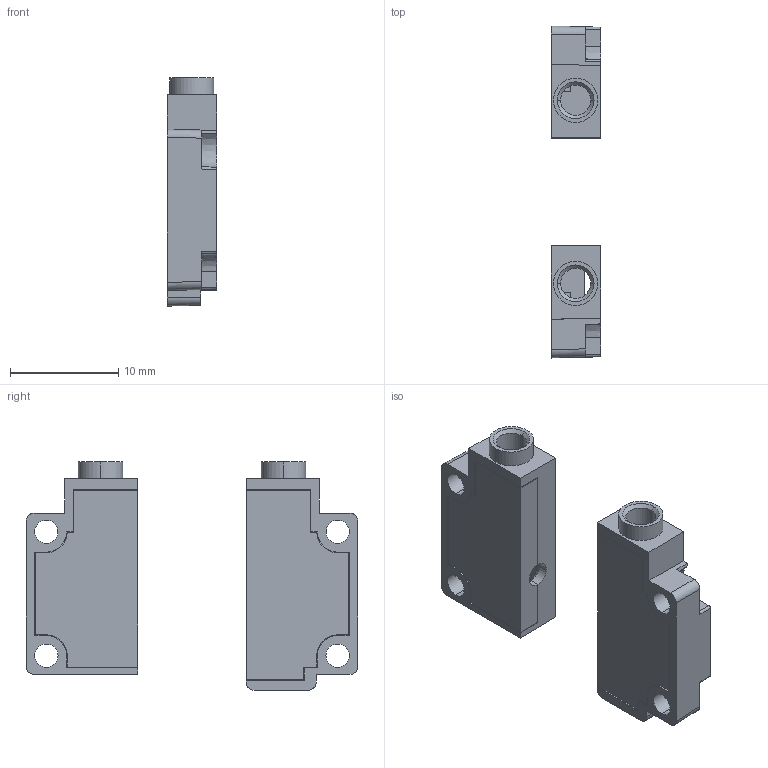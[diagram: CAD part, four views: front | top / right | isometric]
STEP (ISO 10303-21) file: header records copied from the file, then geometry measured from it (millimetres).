
FILE_DESCRIPTION((''),'2;1');
FILE_NAME('LT13-0526_ASM','2021-05-26T',('admin'),(''),'PRO/ENGINEER BY PARAMETRIC TECHNOLOGY CORPORATION, 2008380','PRO/ENGINEER BY PARAMETRIC TECHNOLOGY CORPORATION, 2008380','');
FILE_SCHEMA(('CONFIG_CONTROL_DESIGN'));
Length unit declared in the file: millimetre
Products named in the file (6): MANIFOLD_SOLID_BREP_100; MANIFOLD_SOLID_BREP_101; MANIFOLD_SOLID_BREP_102; MANIFOLD_SOLID_BREP_105; ADMI1A61OVRV_ASM; LT13-0526_ASM
Assembly tree (5 placements, depth 3):
  LT13-0526_ASM
    ADMI1A61OVRV_ASM
      MANIFOLD_SOLID_BREP_100
      MANIFOLD_SOLID_BREP_101
      MANIFOLD_SOLID_BREP_102
      MANIFOLD_SOLID_BREP_105
Bounding box: 4.6 x 30.71 x 21.12 mm (x, y, z)
Volume: 815.1 mm3; surface area: 2319.1 mm2
Topology: 4 solids, 8 shells, 251 faces, 702 edges, 473 vertices
Faces by surface type: plane 169, cylinder 73, cone 8, bspline 1
Entity records: 8359 total; most frequent: CARTESIAN_POINT 1636, ORIENTED_EDGE 1408, DIRECTION 1333, EDGE_CURVE 704, VECTOR 519, LINE 519, VERTEX_POINT 473, AXIS2_PLACEMENT_3D 407
